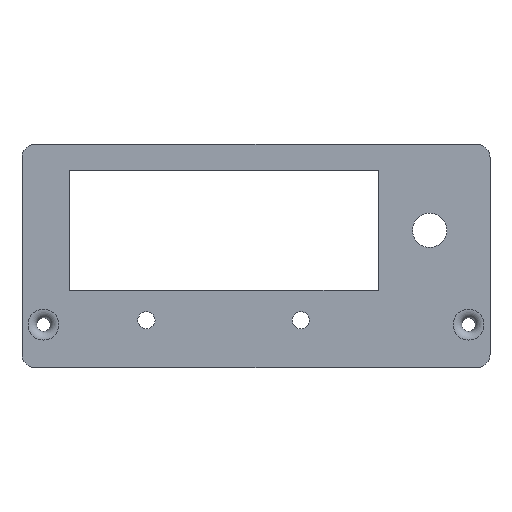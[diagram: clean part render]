
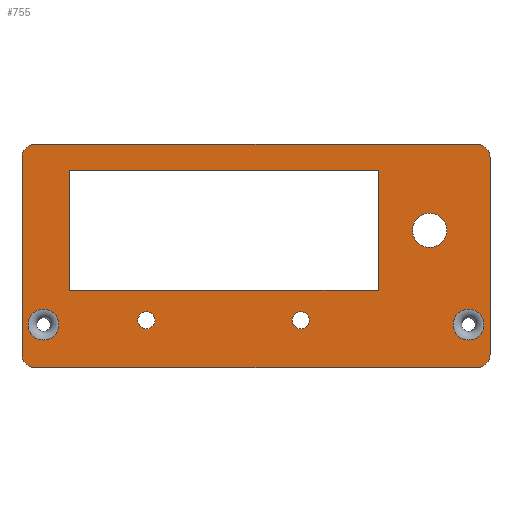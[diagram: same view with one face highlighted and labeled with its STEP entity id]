
A CAD part, front view. The second image highlights one B-rep face of the part: STEP entity #755.
In plain terms, the highlighted planar face has unit normal (0, -1, 0).
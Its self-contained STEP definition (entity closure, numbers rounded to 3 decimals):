
#32=FACE_BOUND('',#255,.T.);
#33=FACE_BOUND('',#256,.T.);
#34=FACE_BOUND('',#257,.T.);
#35=FACE_BOUND('',#258,.T.);
#36=FACE_BOUND('',#259,.T.);
#37=FACE_BOUND('',#260,.T.);
#50=LINE('',#1150,#117);
#51=LINE('',#1154,#118);
#52=LINE('',#1158,#119);
#53=LINE('',#1161,#120);
#54=LINE('',#1172,#121);
#55=LINE('',#1174,#122);
#56=LINE('',#1176,#123);
#57=LINE('',#1177,#124);
#117=VECTOR('',#913,10.);
#118=VECTOR('',#916,10.);
#119=VECTOR('',#919,10.);
#120=VECTOR('',#922,10.);
#121=VECTOR('',#931,10.);
#122=VECTOR('',#932,10.);
#123=VECTOR('',#933,10.);
#124=VECTOR('',#934,10.);
#184=PLANE('',#817);
#210=FACE_OUTER_BOUND('',#254,.T.);
#254=EDGE_LOOP('',(#541,#542,#543,#544,#545,#546,#547,#548));
#255=EDGE_LOOP('',(#549));
#256=EDGE_LOOP('',(#550));
#257=EDGE_LOOP('',(#551));
#258=EDGE_LOOP('',(#552));
#259=EDGE_LOOP('',(#553,#554,#555,#556));
#260=EDGE_LOOP('',(#557));
#317=CIRCLE('',#815,3.6);
#319=CIRCLE('',#818,3.);
#320=CIRCLE('',#819,3.);
#321=CIRCLE('',#820,3.);
#322=CIRCLE('',#821,3.);
#323=CIRCLE('',#822,3.6);
#324=CIRCLE('',#823,4.);
#325=CIRCLE('',#824,2.);
#326=CIRCLE('',#825,2.);
#358=VERTEX_POINT('',#1141);
#359=VERTEX_POINT('',#1146);
#360=VERTEX_POINT('',#1147);
#361=VERTEX_POINT('',#1149);
#362=VERTEX_POINT('',#1151);
#363=VERTEX_POINT('',#1153);
#364=VERTEX_POINT('',#1155);
#365=VERTEX_POINT('',#1157);
#366=VERTEX_POINT('',#1159);
#367=VERTEX_POINT('',#1162);
#368=VERTEX_POINT('',#1164);
#369=VERTEX_POINT('',#1166);
#370=VERTEX_POINT('',#1168);
#371=VERTEX_POINT('',#1170);
#372=VERTEX_POINT('',#1171);
#373=VERTEX_POINT('',#1173);
#374=VERTEX_POINT('',#1175);
#430=EDGE_CURVE('',#358,#358,#317,.T.);
#432=EDGE_CURVE('',#359,#360,#319,.T.);
#433=EDGE_CURVE('',#359,#361,#50,.T.);
#434=EDGE_CURVE('',#362,#361,#320,.T.);
#435=EDGE_CURVE('',#363,#362,#51,.T.);
#436=EDGE_CURVE('',#364,#363,#321,.T.);
#437=EDGE_CURVE('',#365,#364,#52,.T.);
#438=EDGE_CURVE('',#366,#365,#322,.T.);
#439=EDGE_CURVE('',#360,#366,#53,.T.);
#440=EDGE_CURVE('',#367,#367,#323,.T.);
#441=EDGE_CURVE('',#368,#368,#324,.T.);
#442=EDGE_CURVE('',#369,#369,#325,.T.);
#443=EDGE_CURVE('',#370,#370,#326,.T.);
#444=EDGE_CURVE('',#371,#372,#54,.T.);
#445=EDGE_CURVE('',#371,#373,#55,.T.);
#446=EDGE_CURVE('',#374,#373,#56,.T.);
#447=EDGE_CURVE('',#372,#374,#57,.T.);
#541=ORIENTED_EDGE('',*,*,#432,.F.);
#542=ORIENTED_EDGE('',*,*,#433,.T.);
#543=ORIENTED_EDGE('',*,*,#434,.F.);
#544=ORIENTED_EDGE('',*,*,#435,.F.);
#545=ORIENTED_EDGE('',*,*,#436,.F.);
#546=ORIENTED_EDGE('',*,*,#437,.F.);
#547=ORIENTED_EDGE('',*,*,#438,.F.);
#548=ORIENTED_EDGE('',*,*,#439,.F.);
#549=ORIENTED_EDGE('',*,*,#440,.F.);
#550=ORIENTED_EDGE('',*,*,#441,.T.);
#551=ORIENTED_EDGE('',*,*,#442,.T.);
#552=ORIENTED_EDGE('',*,*,#443,.T.);
#553=ORIENTED_EDGE('',*,*,#444,.F.);
#554=ORIENTED_EDGE('',*,*,#445,.T.);
#555=ORIENTED_EDGE('',*,*,#446,.F.);
#556=ORIENTED_EDGE('',*,*,#447,.F.);
#557=ORIENTED_EDGE('',*,*,#430,.F.);
#755=ADVANCED_FACE('',(#210,#32,#33,#34,#35,#36,#37),#184,.T.);
#815=AXIS2_PLACEMENT_3D('',#1143,#905,#906);
#817=AXIS2_PLACEMENT_3D('',#1145,#909,#910);
#818=AXIS2_PLACEMENT_3D('',#1148,#911,#912);
#819=AXIS2_PLACEMENT_3D('',#1152,#914,#915);
#820=AXIS2_PLACEMENT_3D('',#1156,#917,#918);
#821=AXIS2_PLACEMENT_3D('',#1160,#920,#921);
#822=AXIS2_PLACEMENT_3D('',#1163,#923,#924);
#823=AXIS2_PLACEMENT_3D('',#1165,#925,#926);
#824=AXIS2_PLACEMENT_3D('',#1167,#927,#928);
#825=AXIS2_PLACEMENT_3D('',#1169,#929,#930);
#905=DIRECTION('center_axis',(0.,-1.,0.));
#906=DIRECTION('ref_axis',(1.,0.,0.));
#909=DIRECTION('center_axis',(0.,-1.,0.));
#910=DIRECTION('ref_axis',(0.,0.,-1.));
#911=DIRECTION('center_axis',(0.,1.,0.));
#912=DIRECTION('ref_axis',(0.707,0.,0.707));
#913=DIRECTION('',(-1.,0.,0.));
#914=DIRECTION('center_axis',(0.,1.,0.));
#915=DIRECTION('ref_axis',(-0.707,0.,0.707));
#916=DIRECTION('',(0.,0.,1.));
#917=DIRECTION('center_axis',(0.,1.,0.));
#918=DIRECTION('ref_axis',(-0.707,0.,-0.707));
#919=DIRECTION('',(-1.,0.,0.));
#920=DIRECTION('center_axis',(0.,1.,0.));
#921=DIRECTION('ref_axis',(0.707,0.,-0.707));
#922=DIRECTION('',(0.,0.,-1.));
#923=DIRECTION('center_axis',(0.,-1.,0.));
#924=DIRECTION('ref_axis',(1.,0.,0.));
#925=DIRECTION('center_axis',(0.,1.,0.));
#926=DIRECTION('ref_axis',(-1.,0.,0.));
#927=DIRECTION('center_axis',(0.,1.,0.));
#928=DIRECTION('ref_axis',(1.,0.,0.));
#929=DIRECTION('center_axis',(0.,1.,0.));
#930=DIRECTION('ref_axis',(1.,0.,0.));
#931=DIRECTION('',(0.,0.,-1.));
#932=DIRECTION('',(1.,0.,0.));
#933=DIRECTION('',(0.,0.,1.));
#934=DIRECTION('',(1.,0.,0.));
#1141=CARTESIAN_POINT('',(-47.343,-73.558,-2.019));
#1143=CARTESIAN_POINT('Origin',(-47.343,-73.558,-5.619));
#1145=CARTESIAN_POINT('Origin',(55.717,-73.558,34.381));
#1146=CARTESIAN_POINT('',(53.717,-73.558,36.381));
#1147=CARTESIAN_POINT('',(56.717,-73.558,33.381));
#1148=CARTESIAN_POINT('Origin',(53.717,-73.558,33.381));
#1149=CARTESIAN_POINT('',(-49.343,-73.558,36.381));
#1150=CARTESIAN_POINT('',(-51.343,-73.558,36.381));
#1151=CARTESIAN_POINT('',(-52.343,-73.558,33.381));
#1152=CARTESIAN_POINT('Origin',(-49.343,-73.558,33.381));
#1153=CARTESIAN_POINT('',(-52.343,-73.558,-12.619));
#1154=CARTESIAN_POINT('',(-52.343,-73.558,34.381));
#1155=CARTESIAN_POINT('',(-49.343,-73.558,-15.619));
#1156=CARTESIAN_POINT('Origin',(-49.343,-73.558,-12.619));
#1157=CARTESIAN_POINT('',(53.717,-73.558,-15.619));
#1158=CARTESIAN_POINT('',(-51.343,-73.558,-15.619));
#1159=CARTESIAN_POINT('',(56.717,-73.558,-12.619));
#1160=CARTESIAN_POINT('Origin',(53.717,-73.558,-12.619));
#1161=CARTESIAN_POINT('',(56.717,-73.558,34.381));
#1162=CARTESIAN_POINT('',(51.717,-73.558,-2.019));
#1163=CARTESIAN_POINT('Origin',(51.717,-73.558,-5.619));
#1164=CARTESIAN_POINT('',(46.657,-73.558,16.381));
#1165=CARTESIAN_POINT('Origin',(42.657,-73.558,16.381));
#1166=CARTESIAN_POINT('',(10.657,-73.558,-4.619));
#1167=CARTESIAN_POINT('Origin',(12.657,-73.558,-4.619));
#1168=CARTESIAN_POINT('',(-25.343,-73.558,-4.619));
#1169=CARTESIAN_POINT('Origin',(-23.343,-73.558,-4.619));
#1170=CARTESIAN_POINT('',(-41.343,-73.558,30.381));
#1171=CARTESIAN_POINT('',(-41.343,-73.558,2.381));
#1172=CARTESIAN_POINT('',(-41.343,-73.558,31.881));
#1173=CARTESIAN_POINT('',(30.657,-73.558,30.381));
#1174=CARTESIAN_POINT('',(7.187,-73.558,30.381));
#1175=CARTESIAN_POINT('',(30.657,-73.558,2.381));
#1176=CARTESIAN_POINT('',(30.657,-73.558,31.881));
#1177=CARTESIAN_POINT('',(38.187,-73.558,2.381));
